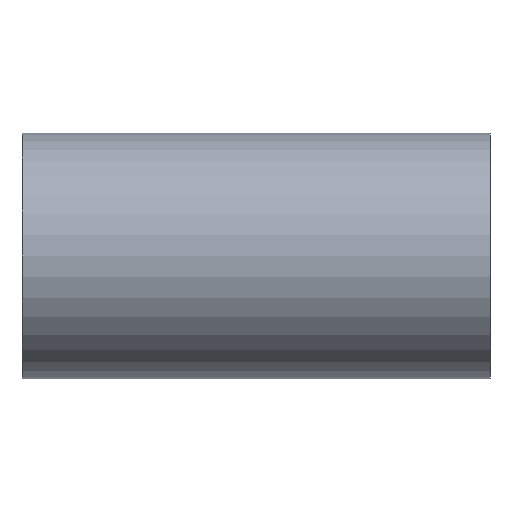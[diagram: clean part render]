
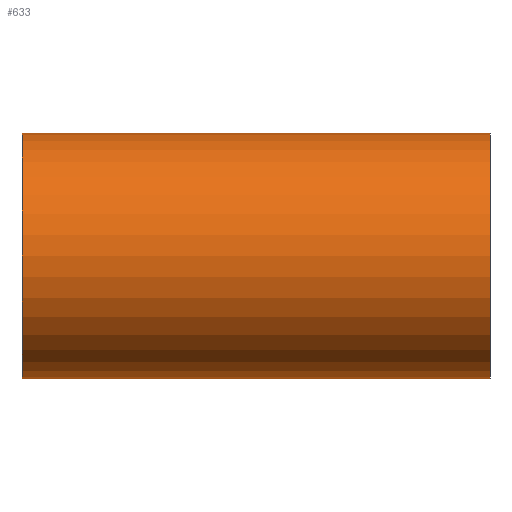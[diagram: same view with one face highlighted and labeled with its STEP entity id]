
A CAD part, front view. The second image highlights one B-rep face of the part: STEP entity #633.
In plain terms, the highlighted cylindrical face has radius 26.194 mm (diameter 52.388 mm), a partial arc.
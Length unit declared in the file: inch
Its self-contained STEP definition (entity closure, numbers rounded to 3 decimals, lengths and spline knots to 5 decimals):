
#15 = EDGE_CURVE ( 'NONE', #209, #531, #425, .T. ) ;
#17 = EDGE_CURVE ( 'NONE', #350, #216, #315, .T. ) ;
#53 = EDGE_LOOP ( 'NONE', ( #335, #389, #397, #143 ) ) ;
#114 = VECTOR ( 'NONE', #430, 39.37008 ) ;
#143 = ORIENTED_EDGE ( 'NONE', *, *, #17, .F. ) ;
#146 = DIRECTION ( 'NONE',  ( -1., 0., 0. ) ) ;
#166 = LINE ( 'NONE', #630, #114 ) ;
#172 = VECTOR ( 'NONE', #636, 39.37008 ) ;
#209 = VERTEX_POINT ( 'NONE', #667 ) ;
#216 = VERTEX_POINT ( 'NONE', #418 ) ;
#242 = AXIS2_PLACEMENT_3D ( 'NONE', #607, #146, #353 ) ;
#244 = AXIS2_PLACEMENT_3D ( 'NONE', #506, #494, #392 ) ;
#248 = DIRECTION ( 'NONE',  ( -1., 0., 0. ) ) ;
#301 = CARTESIAN_POINT ( 'NONE',  ( 1.9685, 0., 1.03125 ) ) ;
#315 = CIRCLE ( 'NONE', #244, 1.03125 ) ;
#318 = EDGE_CURVE ( 'NONE', #531, #216, #166, .T. ) ;
#333 = CARTESIAN_POINT ( 'NONE',  ( 0., 0., -1.03125 ) ) ;
#335 = ORIENTED_EDGE ( 'NONE', *, *, #651, .F. ) ;
#347 = CARTESIAN_POINT ( 'NONE',  ( 1.9685, 0., 0. ) ) ;
#350 = VERTEX_POINT ( 'NONE', #584 ) ;
#353 = DIRECTION ( 'NONE',  ( 0., 0., 1. ) ) ;
#389 = ORIENTED_EDGE ( 'NONE', *, *, #15, .T. ) ;
#392 = DIRECTION ( 'NONE',  ( 0., 0., 1. ) ) ;
#396 = DIRECTION ( 'NONE',  ( 0., 0., 1. ) ) ;
#397 = ORIENTED_EDGE ( 'NONE', *, *, #318, .T. ) ;
#409 = CYLINDRICAL_SURFACE ( 'NONE', #242, 1.03125 ) ;
#418 = CARTESIAN_POINT ( 'NONE',  ( -1.9685, 0., 1.03125 ) ) ;
#425 = CIRCLE ( 'NONE', #623, 1.03125 ) ;
#430 = DIRECTION ( 'NONE',  ( -1., 0., 0. ) ) ;
#436 = LINE ( 'NONE', #333, #172 ) ;
#494 = DIRECTION ( 'NONE',  ( -1., 0., 0. ) ) ;
#506 = CARTESIAN_POINT ( 'NONE',  ( -1.9685, 0., 0. ) ) ;
#531 = VERTEX_POINT ( 'NONE', #301 ) ;
#584 = CARTESIAN_POINT ( 'NONE',  ( -1.9685, 0., -1.03125 ) ) ;
#607 = CARTESIAN_POINT ( 'NONE',  ( 0., 0., 0. ) ) ;
#623 = AXIS2_PLACEMENT_3D ( 'NONE', #347, #248, #396 ) ;
#630 = CARTESIAN_POINT ( 'NONE',  ( 0., 0., 1.03125 ) ) ;
#633 = ADVANCED_FACE ( 'NONE', ( #659 ), #409, .T. ) ;
#636 = DIRECTION ( 'NONE',  ( -1., 0., 0. ) ) ;
#651 = EDGE_CURVE ( 'NONE', #209, #350, #436, .T. ) ;
#659 = FACE_OUTER_BOUND ( 'NONE', #53, .T. ) ;
#667 = CARTESIAN_POINT ( 'NONE',  ( 1.9685, 0., -1.03125 ) ) ;
